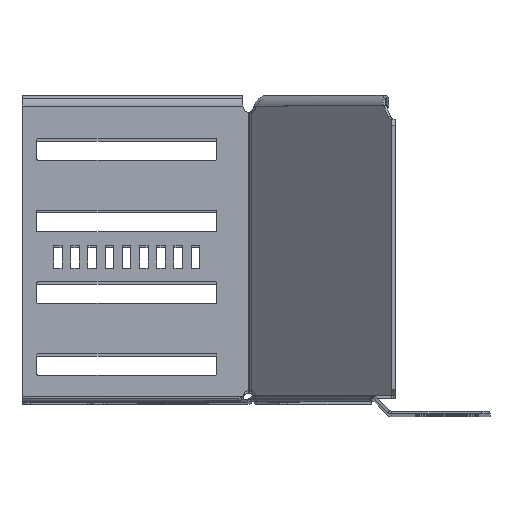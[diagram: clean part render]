
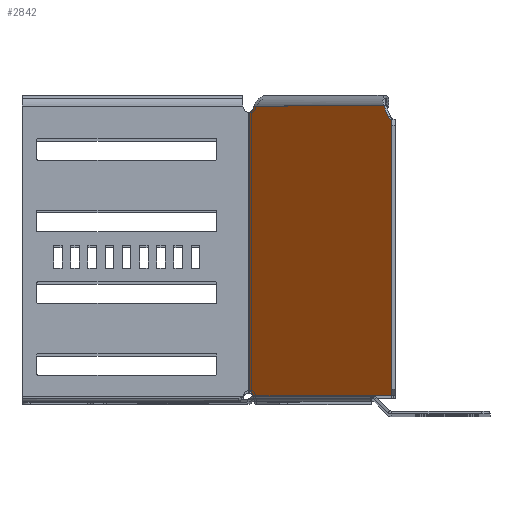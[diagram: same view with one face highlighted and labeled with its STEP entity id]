
A CAD part, top view. The second image highlights one B-rep face of the part: STEP entity #2842.
In plain terms, the highlighted face is planar.
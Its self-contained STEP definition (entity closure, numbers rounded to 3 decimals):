
#57 = AXIS2_PLACEMENT_3D ( 'NONE', #13164, #10565, #29363 ) ;
#58 = ORIENTED_EDGE ( 'NONE', *, *, #10557, .F. ) ;
#442 = CARTESIAN_POINT ( 'NONE',  ( -149.72, 98.481, -6.75 ) ) ;
#783 = EDGE_CURVE ( 'NONE', #5945, #23826, #9569, .T. ) ;
#869 = ORIENTED_EDGE ( 'NONE', *, *, #28336, .F. ) ;
#1460 = VERTEX_POINT ( 'NONE', #11133 ) ;
#1561 = VERTEX_POINT ( 'NONE', #25916 ) ;
#1623 = EDGE_CURVE ( 'NONE', #13683, #24393, #2681, .T. ) ;
#2681 = LINE ( 'NONE', #9882, #29132 ) ;
#2748 = ORIENTED_EDGE ( 'NONE', *, *, #10268, .T. ) ;
#2842 = ADVANCED_FACE ( 'NONE', ( #23403 ), #11073, .F. ) ;
#3132 = CARTESIAN_POINT ( 'NONE',  ( -206.54, 1.75, -6.75 ) ) ;
#3133 = DIRECTION ( 'NONE',  ( 0., 1., 0. ) ) ;
#3245 = CARTESIAN_POINT ( 'NONE',  ( -79.72, 3.969, -6.75 ) ) ;
#3289 = DIRECTION ( 'NONE',  ( -0.5, 0.866, 0. ) ) ;
#3758 = LINE ( 'NONE', #10664, #17784 ) ;
#4250 = CARTESIAN_POINT ( 'NONE',  ( -137.139, 118.632, -6.75 ) ) ;
#4344 = CARTESIAN_POINT ( 'NONE',  ( -81.6, 1.75, -6.75 ) ) ;
#4961 = VECTOR ( 'NONE', #3133, 1000. ) ;
#5321 = CARTESIAN_POINT ( 'NONE',  ( -79.72, 101.031, -6.75 ) ) ;
#5432 = CARTESIAN_POINT ( 'NONE',  ( -149.72, 2.25, -6.75 ) ) ;
#5945 = VERTEX_POINT ( 'NONE', #3245 ) ;
#6103 = LINE ( 'NONE', #22741, #15213 ) ;
#6113 = DIRECTION ( 'NONE',  ( 0., 0., -1. ) ) ;
#6323 = DIRECTION ( 'NONE',  ( 0., 1., 0. ) ) ;
#6777 = CARTESIAN_POINT ( 'NONE',  ( -79.35, 1.75, -6.75 ) ) ;
#6899 = CARTESIAN_POINT ( 'NONE',  ( -206.54, 0., -6.75 ) ) ;
#6936 = CIRCLE ( 'NONE', #57, 2.25 ) ;
#7680 = EDGE_CURVE ( 'NONE', #1460, #24393, #6103, .T. ) ;
#7849 = LINE ( 'NONE', #3132, #14859 ) ;
#7981 = VECTOR ( 'NONE', #25761, 1000. ) ;
#8194 = DIRECTION ( 'NONE',  ( 0., 1., 0. ) ) ;
#8377 = AXIS2_PLACEMENT_3D ( 'NONE', #6777, #25426, #6323 ) ;
#8534 = EDGE_CURVE ( 'NONE', #15402, #5945, #13278, .T. ) ;
#8687 = EDGE_CURVE ( 'NONE', #1561, #23346, #6936, .T. ) ;
#9569 = LINE ( 'NONE', #24211, #4961 ) ;
#9882 = CARTESIAN_POINT ( 'NONE',  ( -81.299, 102.125, -6.75 ) ) ;
#10268 = EDGE_CURVE ( 'NONE', #22612, #23346, #3758, .T. ) ;
#10557 = EDGE_CURVE ( 'NONE', #14232, #15402, #7849, .T. ) ;
#10561 = DIRECTION ( 'NONE',  ( 1., 0., 0. ) ) ;
#10565 = DIRECTION ( 'NONE',  ( 0., 0., -1. ) ) ;
#10664 = CARTESIAN_POINT ( 'NONE',  ( -149.72, 0., -6.75 ) ) ;
#10705 = ORIENTED_EDGE ( 'NONE', *, *, #8534, .F. ) ;
#11073 = PLANE ( 'NONE',  #27830 ) ;
#11133 = CARTESIAN_POINT ( 'NONE',  ( -146.02, 103.25, -6.75 ) ) ;
#11528 = DIRECTION ( 'NONE',  ( 0., 1., 0. ) ) ;
#11695 = CARTESIAN_POINT ( 'NONE',  ( -141.09, 2.25, -6.75 ) ) ;
#12584 = DIRECTION ( 'NONE',  ( 0., 1., 0. ) ) ;
#13164 = CARTESIAN_POINT ( 'NONE',  ( -150.09, 100.7, -6.75 ) ) ;
#13278 = CIRCLE ( 'NONE', #8377, 2.25 ) ;
#13683 = VERTEX_POINT ( 'NONE', #30436 ) ;
#14232 = VERTEX_POINT ( 'NONE', #24968 ) ;
#14391 = DIRECTION ( 'NONE',  ( -0.5, -0.866, 0. ) ) ;
#14859 = VECTOR ( 'NONE', #19888, 1000. ) ;
#15213 = VECTOR ( 'NONE', #10561, 1000. ) ;
#15402 = VERTEX_POINT ( 'NONE', #4344 ) ;
#16322 = ORIENTED_EDGE ( 'NONE', *, *, #783, .F. ) ;
#16658 = AXIS2_PLACEMENT_3D ( 'NONE', #24310, #6113, #12584 ) ;
#17784 = VECTOR ( 'NONE', #8194, 1000. ) ;
#17907 = ORIENTED_EDGE ( 'NONE', *, *, #7680, .T. ) ;
#18259 = CARTESIAN_POINT ( 'NONE',  ( -81.948, 103.25, -6.75 ) ) ;
#18882 = VERTEX_POINT ( 'NONE', #11695 ) ;
#19126 = CARTESIAN_POINT ( 'NONE',  ( -206.54, 2.25, -6.75 ) ) ;
#19296 = EDGE_CURVE ( 'NONE', #22612, #18882, #23913, .T. ) ;
#19435 = EDGE_CURVE ( 'NONE', #18882, #14232, #21796, .T. ) ;
#19888 = DIRECTION ( 'NONE',  ( 1., 0., 0. ) ) ;
#20171 = CARTESIAN_POINT ( 'NONE',  ( -141.09, 0., -6.75 ) ) ;
#20228 = ORIENTED_EDGE ( 'NONE', *, *, #8687, .F. ) ;
#21022 = ORIENTED_EDGE ( 'NONE', *, *, #1623, .F. ) ;
#21796 = CIRCLE ( 'NONE', #29150, 2.25 ) ;
#22612 = VERTEX_POINT ( 'NONE', #5432 ) ;
#22741 = CARTESIAN_POINT ( 'NONE',  ( -206.54, 103.25, -6.75 ) ) ;
#23150 = VECTOR ( 'NONE', #14391, 1000. ) ;
#23250 = DIRECTION ( 'NONE',  ( 0., 0., 1. ) ) ;
#23265 = DIRECTION ( 'NONE',  ( 0., 1., 0. ) ) ;
#23346 = VERTEX_POINT ( 'NONE', #442 ) ;
#23403 = FACE_OUTER_BOUND ( 'NONE', #26955, .T. ) ;
#23826 = VERTEX_POINT ( 'NONE', #5321 ) ;
#23913 = LINE ( 'NONE', #19126, #7981 ) ;
#24211 = CARTESIAN_POINT ( 'NONE',  ( -79.72, 0., -6.75 ) ) ;
#24310 = CARTESIAN_POINT ( 'NONE',  ( -79.35, 103.25, -6.75 ) ) ;
#24393 = VERTEX_POINT ( 'NONE', #18259 ) ;
#24531 = CIRCLE ( 'NONE', #16658, 2.25 ) ;
#24968 = CARTESIAN_POINT ( 'NONE',  ( -139.676, 1.75, -6.75 ) ) ;
#25324 = LINE ( 'NONE', #4250, #23150 ) ;
#25426 = DIRECTION ( 'NONE',  ( 0., 0., -1. ) ) ;
#25761 = DIRECTION ( 'NONE',  ( 1., 0., 0. ) ) ;
#25916 = CARTESIAN_POINT ( 'NONE',  ( -148.141, 99.575, -6.75 ) ) ;
#26838 = ORIENTED_EDGE ( 'NONE', *, *, #19296, .F. ) ;
#26955 = EDGE_LOOP ( 'NONE', ( #16322, #10705, #58, #28997, #26838, #2748, #20228, #869, #17907, #21022, #28114 ) ) ;
#26971 = EDGE_CURVE ( 'NONE', #23826, #13683, #24531, .T. ) ;
#27830 = AXIS2_PLACEMENT_3D ( 'NONE', #6899, #23250, #11528 ) ;
#28114 = ORIENTED_EDGE ( 'NONE', *, *, #26971, .F. ) ;
#28336 = EDGE_CURVE ( 'NONE', #1460, #1561, #25324, .T. ) ;
#28997 = ORIENTED_EDGE ( 'NONE', *, *, #19435, .F. ) ;
#29132 = VECTOR ( 'NONE', #3289, 1000. ) ;
#29150 = AXIS2_PLACEMENT_3D ( 'NONE', #20171, #30200, #23265 ) ;
#29363 = DIRECTION ( 'NONE',  ( 0., 1., 0. ) ) ;
#30200 = DIRECTION ( 'NONE',  ( 0., 0., -1. ) ) ;
#30436 = CARTESIAN_POINT ( 'NONE',  ( -81.299, 102.125, -6.75 ) ) ;
